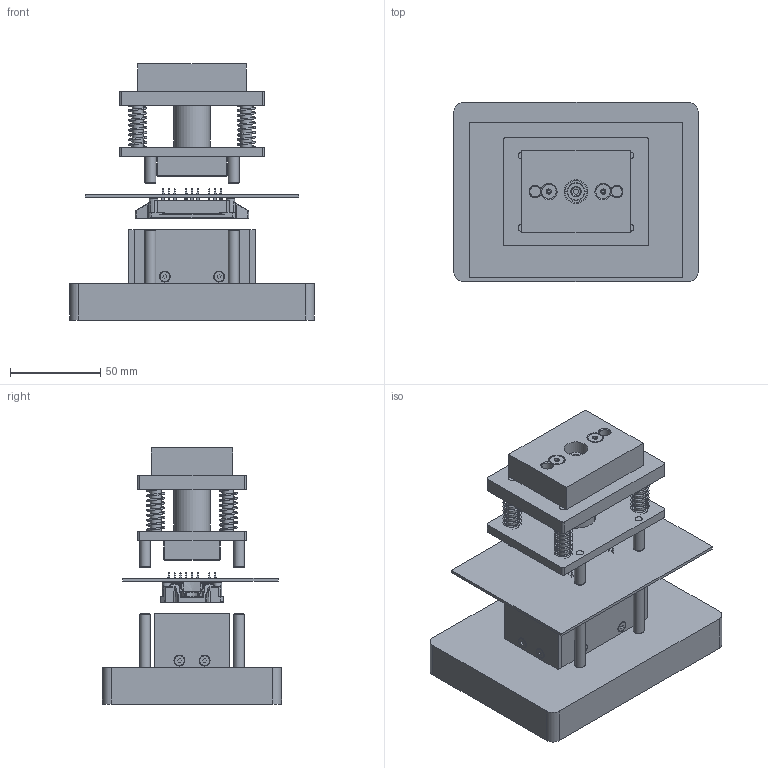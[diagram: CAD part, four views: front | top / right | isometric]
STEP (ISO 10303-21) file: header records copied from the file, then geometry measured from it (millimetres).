
FILE_DESCRIPTION(/* description */ ('Unknown'),/* implementation_level */ '2;1');
FILE_NAME(/* name */ 'pressout_assembly_new_FLOWE1',/* time_stamp */ '2018-07-19T09:30:15+02:00',/* author */ ('Unknown'),/* organization */ ('Unknown'),/* preprocessor_version */ 'ST-DEVELOPER v16.7',/* originating_system */ 'DEX',/* authorisation */ $);
FILE_SCHEMA (('AUTOMOTIVE_DESIGN {1 0 10303 214 3 1 1}'));
Products named in the file (23): pressout_assembly_new_FLOWE1; FlowE1-4T12T-L310-OL; bkny_M5x16_DIN7991; pressout_pad; pressout_pad_sidewall_long; PCB; pressout_pad_sidewall_short; springpin; pressing_plate_lower; base; baseplate; supporting_pin; spacer; ram; pressing_plate_upper; fixing_pin; nyr_SPEC-C0240-020-1000S; bkny_M6x45_DIN912; 400-0173-31-07-01_DIN7991_M3x12_screw; Adaptor_for_magnetic_clamp; M6-alatet; bkny_M4x20_DIN7991
Assembly tree (45 placements, depth 3):
  pressout_assembly_new_FLOWE1
    FlowE1-4T12T-L310-OL
    bkny_M5x16_DIN7991  x2
    pressout_pad
    pressout_pad_sidewall_long  x2
    PCB
    pressout_pad_sidewall_short  x2
    springpin  x4
    pressing_plate_lower
    base
      baseplate
      supporting_pin  x4
    spacer
    ram
    pressing_plate_upper
    fixing_pin  x4
    nyr_SPEC-C0240-020-1000S  x4
    bkny_M6x45_DIN912
    400-0173-31-07-01_DIN7991_M3x12_screw  x8
    Adaptor_for_magnetic_clamp
    M6-alatet
    bkny_M4x20_DIN7991  x2
    M6-alatet
Bounding box: 135 x 99 x 141.6 mm (x, y, z)
Volume: 465520.7 mm3; surface area: 144058.2 mm2
Topology: 44 solids, 44 shells, 2993 faces, 7199 edges, 4432 vertices
Faces by surface type: plane 1495, cylinder 775, cone 502, bspline 149, torus 46, sphere 26
Full cylindrical faces by diameter (mm): 2.459 x8, 3 x16, 3.2 x8, 3.242 x4, 4 x26, 4.3 x4, 4.917 x1, 5 x2, 5.1 x2, 6 x15, 6.05 x2, 6.1 x2, 6.2 x4, 6.4 x2, 7 x1, 8 x2, 10 x3, 12 x2, 13 x1, 20 x1, 22 x1
Entity records: 102313 total; most frequent: CARTESIAN_POINT 19131, DIRECTION 13608, ORIENTED_EDGE 13078, EDGE_CURVE 6539, AXIS2_PLACEMENT_3D 4795, VERTEX_POINT 4100, LINE 4018, VECTOR 4018
